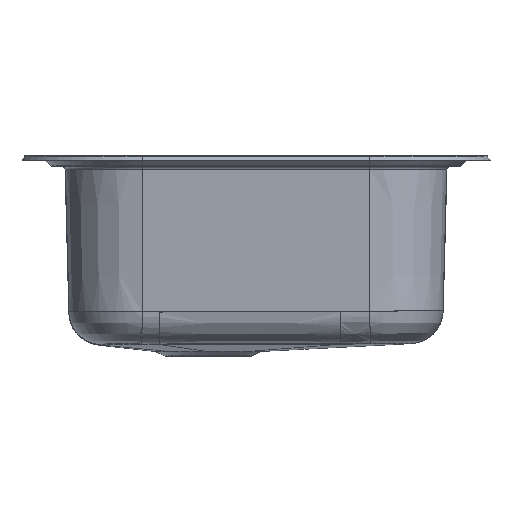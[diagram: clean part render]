
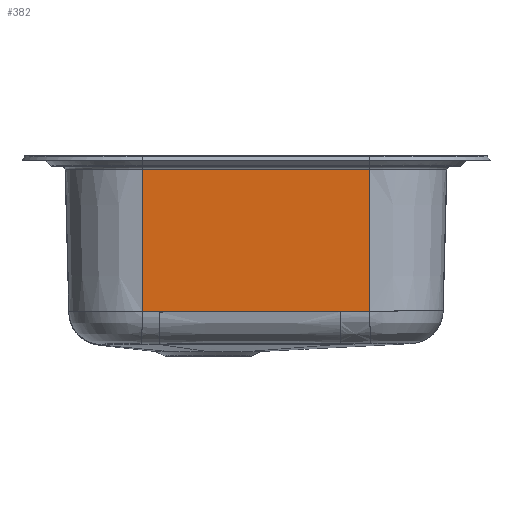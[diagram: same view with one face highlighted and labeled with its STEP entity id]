
A CAD part, left-side view. The second image highlights one B-rep face of the part: STEP entity #382.
In plain terms, the highlighted planar face has unit normal (-1, 0, -0.026).
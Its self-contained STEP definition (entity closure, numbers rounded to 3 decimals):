
#382=ADVANCED_FACE('',(#996),#570,.F.);
#570=PLANE('',#4906);
#996=FACE_OUTER_BOUND('',#1283,.T.);
#1283=EDGE_LOOP('',(#2500,#2501,#2502,#2503,#2504,#2505));
#1532=B_SPLINE_CURVE_WITH_KNOTS('',3,(#9475,#9476,#9477,#9478),.UNSPECIFIED.,
.F.,.F.,(4,4),(0.,1.),.UNSPECIFIED.);
#1534=B_SPLINE_CURVE_WITH_KNOTS('',3,(#9528,#9529,#9530,#9531,#9532,#9533,
#9534,#9535,#9536,#9537,#9538,#9539,#9540,#9541,#9542,#9543),.UNSPECIFIED.,
.F.,.F.,(4,3,3,3,3,4),(0.,0.001,0.267,0.533,
0.932,1.),.UNSPECIFIED.);
#1535=B_SPLINE_CURVE_WITH_KNOTS('',3,(#9564,#9565,#9566,#9567),.UNSPECIFIED.,
.F.,.F.,(4,4),(0.,1.),.UNSPECIFIED.);
#2500=ORIENTED_EDGE('',*,*,#4110,.T.);
#2501=ORIENTED_EDGE('',*,*,#4115,.T.);
#2502=ORIENTED_EDGE('',*,*,#4112,.F.);
#2503=ORIENTED_EDGE('',*,*,#4092,.T.);
#2504=ORIENTED_EDGE('',*,*,#4090,.T.);
#2505=ORIENTED_EDGE('',*,*,#4088,.T.);
#3493=VERTEX_POINT('',#9474);
#3494=VERTEX_POINT('',#9479);
#3495=VERTEX_POINT('',#9544);
#3496=VERTEX_POINT('',#9568);
#3504=VERTEX_POINT('',#10004);
#3505=VERTEX_POINT('',#10010);
#4088=EDGE_CURVE('',#3494,#3493,#1532,.T.);
#4090=EDGE_CURVE('',#3495,#3494,#1534,.T.);
#4092=EDGE_CURVE('',#3496,#3495,#1535,.T.);
#4110=EDGE_CURVE('',#3493,#3504,#4587,.T.);
#4112=EDGE_CURVE('',#3496,#3505,#4589,.T.);
#4115=EDGE_CURVE('',#3504,#3505,#4591,.T.);
#4587=LINE('',#10005,#4766);
#4589=LINE('',#10009,#4768);
#4591=LINE('',#10015,#4770);
#4766=VECTOR('',#5358,1.);
#4768=VECTOR('',#5364,1.);
#4770=VECTOR('',#5370,1.);
#4906=AXIS2_PLACEMENT_3D('',#10016,#5371,#5372);
#5358=DIRECTION('',(-0.026,0.,1.));
#5364=DIRECTION('',(-0.026,0.,1.));
#5370=DIRECTION('',(0.,1.,0.));
#5371=DIRECTION('',(1.,0.,0.026));
#5372=DIRECTION('',(0.026,0.,-1.));
#9474=CARTESIAN_POINT('',(-556.498,-119.,-157.861));
#9475=CARTESIAN_POINT('',(-556.485,-88.547,-158.329));
#9476=CARTESIAN_POINT('',(-556.487,-98.7,-158.271));
#9477=CARTESIAN_POINT('',(-556.492,-108.85,-158.09));
#9478=CARTESIAN_POINT('',(-556.498,-119.,-157.861));
#9479=CARTESIAN_POINT('',(-556.485,-88.547,-158.329));
#9528=CARTESIAN_POINT('',(-556.477,101.047,-158.639));
#9529=CARTESIAN_POINT('',(-556.477,101.015,-158.639));
#9530=CARTESIAN_POINT('',(-556.477,100.983,-158.639));
#9531=CARTESIAN_POINT('',(-556.477,100.951,-158.639));
#9532=CARTESIAN_POINT('',(-556.477,84.127,-158.639));
#9533=CARTESIAN_POINT('',(-556.477,67.303,-158.631));
#9534=CARTESIAN_POINT('',(-556.478,50.479,-158.615));
#9535=CARTESIAN_POINT('',(-556.478,33.654,-158.599));
#9536=CARTESIAN_POINT('',(-556.479,16.83,-158.575));
#9537=CARTESIAN_POINT('',(-556.48,0.006,-158.544));
#9538=CARTESIAN_POINT('',(-556.481,-25.23,-158.497));
#9539=CARTESIAN_POINT('',(-556.483,-50.466,-158.434));
#9540=CARTESIAN_POINT('',(-556.484,-75.702,-158.365));
#9541=CARTESIAN_POINT('',(-556.485,-79.984,-158.353));
#9542=CARTESIAN_POINT('',(-556.485,-84.266,-158.341));
#9543=CARTESIAN_POINT('',(-556.485,-88.547,-158.329));
#9544=CARTESIAN_POINT('',(-556.477,101.047,-158.639));
#9564=CARTESIAN_POINT('',(-556.482,119.,-158.455));
#9565=CARTESIAN_POINT('',(-556.479,113.016,-158.57));
#9566=CARTESIAN_POINT('',(-556.477,107.031,-158.639));
#9567=CARTESIAN_POINT('',(-556.477,101.047,-158.639));
#9568=CARTESIAN_POINT('',(-556.482,119.,-158.455));
#10004=CARTESIAN_POINT('',(-560.372,-119.,-9.895));
#10005=CARTESIAN_POINT('',(-560.5,-119.,-5.026));
#10009=CARTESIAN_POINT('',(-560.5,119.,-5.026));
#10010=CARTESIAN_POINT('',(-560.372,119.,-9.895));
#10015=CARTESIAN_POINT('',(-560.372,0.,-9.895));
#10016=CARTESIAN_POINT('',(-560.5,0.,-5.026));
